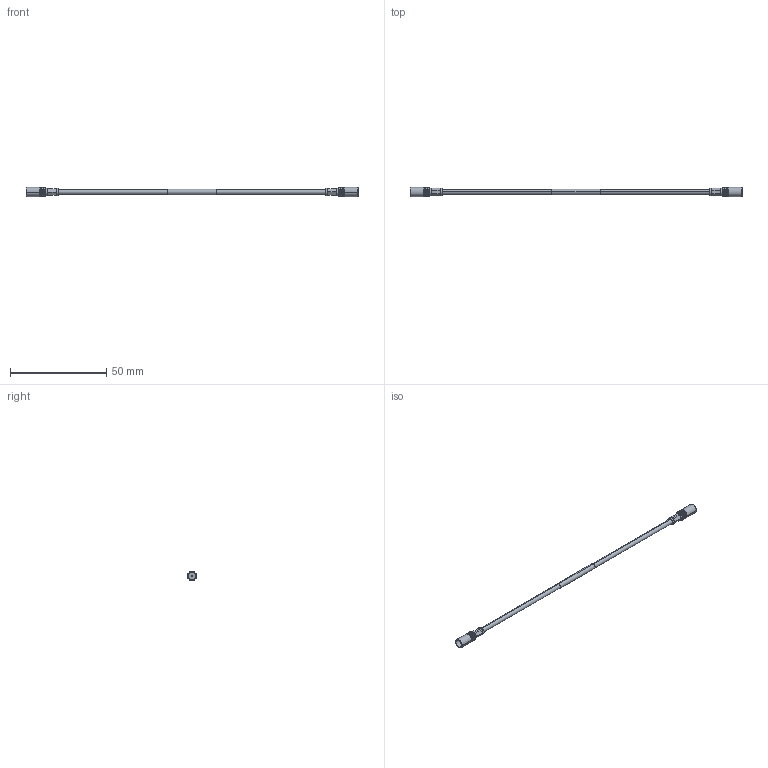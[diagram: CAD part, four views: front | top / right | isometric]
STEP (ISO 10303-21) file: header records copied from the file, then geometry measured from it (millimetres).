
FILE_DESCRIPTION (( 'STEP AP214' ), '1' );
FILE_NAME ('FMCA9842_3D.step', '2023-08-01T16:41:59', ( '' ), ( '' ), 'SwSTEP 2.0', 'SolidWorks 2022', '' );
FILE_SCHEMA (( 'AUTOMOTIVE_DESIGN' ));
Length unit declared in the file: inch
Products named in the file (3): Copy of PE45868^FMCA9842; FMCA9842_3D; Copy of RG316-BULK^FMCA9842
Assembly tree (3 placements, depth 2):
  FMCA9842_3D
    Copy of RG316-BULK^FMCA9842
    Copy of PE45868^FMCA9842  x2
Bounding box: 172.4 x 4.8 x 4.8 mm (x, y, z)
Volume: 1057.9 mm3; surface area: 2353.1 mm2
Topology: 7 solids, 7 shells, 268 faces, 582 edges, 338 vertices
Faces by surface type: bspline 156, plane 62, cylinder 42, cone 8
Entity records: 4866 total; most frequent: CARTESIAN_POINT 1960, ORIENTED_EDGE 596, DIRECTION 528, EDGE_CURVE 298, AXIS2_PLACEMENT_3D 207, VERTEX_POINT 175, EDGE_LOOP 149, CIRCLE 140
